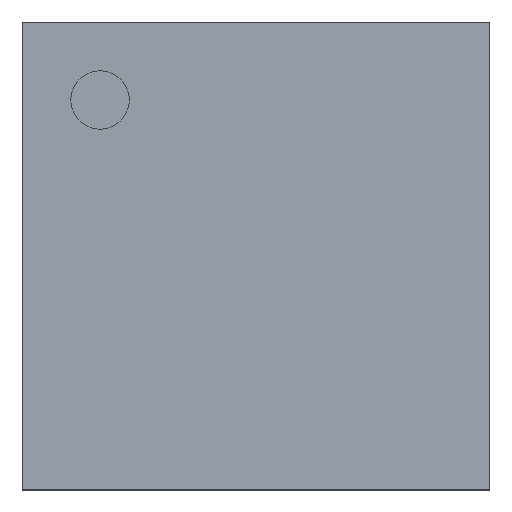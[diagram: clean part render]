
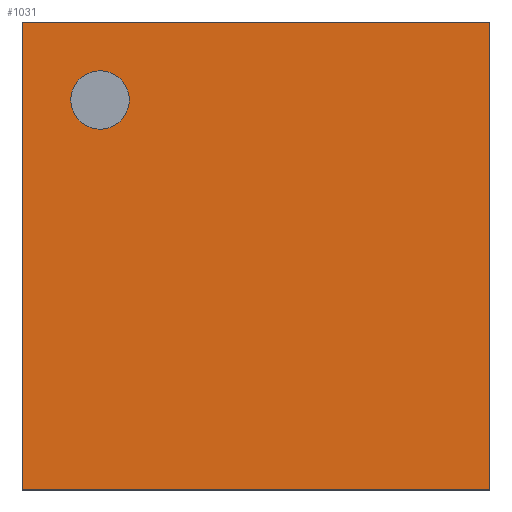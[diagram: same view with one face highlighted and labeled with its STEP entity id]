
A CAD part, top view. The second image highlights one B-rep face of the part: STEP entity #1031.
In plain terms, the highlighted planar face has unit normal (0, 0, 1).
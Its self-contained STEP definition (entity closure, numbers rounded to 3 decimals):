
#842 = VERTEX_POINT('',#843);
#843 = CARTESIAN_POINT('',(0.,0.,0.83));
#850 = PLANE('',#851);
#851 = AXIS2_PLACEMENT_3D('',#852,#853,#854);
#852 = CARTESIAN_POINT('',(0.,0.,0.));
#853 = DIRECTION('',(1.,0.,0.));
#854 = DIRECTION('',(0.,0.,1.));
#862 = PLANE('',#863);
#863 = AXIS2_PLACEMENT_3D('',#864,#865,#866);
#864 = CARTESIAN_POINT('',(0.,0.,0.));
#865 = DIRECTION('',(0.,1.,0.));
#866 = DIRECTION('',(0.,0.,1.));
#903 = VERTEX_POINT('',#904);
#904 = CARTESIAN_POINT('',(0.,7.1,0.83));
#918 = PLANE('',#919);
#919 = AXIS2_PLACEMENT_3D('',#920,#921,#922);
#920 = CARTESIAN_POINT('',(0.,7.1,0.));
#921 = DIRECTION('',(0.,1.,0.));
#922 = DIRECTION('',(0.,0.,1.));
#930 = EDGE_CURVE('',#842,#903,#931,.T.);
#931 = SURFACE_CURVE('',#932,(#936,#943),.PCURVE_S1.);
#932 = LINE('',#933,#934);
#933 = CARTESIAN_POINT('',(0.,0.,0.83));
#934 = VECTOR('',#935,1.);
#935 = DIRECTION('',(0.,1.,0.));
#936 = PCURVE('',#850,#937);
#937 = DEFINITIONAL_REPRESENTATION('',(#938),#942);
#938 = LINE('',#939,#940);
#939 = CARTESIAN_POINT('',(0.83,0.));
#940 = VECTOR('',#941,1.);
#941 = DIRECTION('',(0.,-1.));
#942 = ( GEOMETRIC_REPRESENTATION_CONTEXT(2) 
PARAMETRIC_REPRESENTATION_CONTEXT() REPRESENTATION_CONTEXT('2D SPACE',''
  ) );
#943 = PCURVE('',#944,#949);
#944 = PLANE('',#945);
#945 = AXIS2_PLACEMENT_3D('',#946,#947,#948);
#946 = CARTESIAN_POINT('',(0.,0.,0.83));
#947 = DIRECTION('',(0.,0.,1.));
#948 = DIRECTION('',(1.,0.,0.));
#949 = DEFINITIONAL_REPRESENTATION('',(#950),#954);
#950 = LINE('',#951,#952);
#951 = CARTESIAN_POINT('',(0.,0.));
#952 = VECTOR('',#953,1.);
#953 = DIRECTION('',(0.,1.));
#954 = ( GEOMETRIC_REPRESENTATION_CONTEXT(2) 
PARAMETRIC_REPRESENTATION_CONTEXT() REPRESENTATION_CONTEXT('2D SPACE',''
  ) );
#983 = EDGE_CURVE('',#842,#984,#986,.T.);
#984 = VERTEX_POINT('',#985);
#985 = CARTESIAN_POINT('',(7.1,0.,0.83));
#986 = SURFACE_CURVE('',#987,(#991,#998),.PCURVE_S1.);
#987 = LINE('',#988,#989);
#988 = CARTESIAN_POINT('',(0.,0.,0.83));
#989 = VECTOR('',#990,1.);
#990 = DIRECTION('',(1.,0.,0.));
#991 = PCURVE('',#862,#992);
#992 = DEFINITIONAL_REPRESENTATION('',(#993),#997);
#993 = LINE('',#994,#995);
#994 = CARTESIAN_POINT('',(0.83,0.));
#995 = VECTOR('',#996,1.);
#996 = DIRECTION('',(0.,1.));
#997 = ( GEOMETRIC_REPRESENTATION_CONTEXT(2) 
PARAMETRIC_REPRESENTATION_CONTEXT() REPRESENTATION_CONTEXT('2D SPACE',''
  ) );
#998 = PCURVE('',#944,#999);
#999 = DEFINITIONAL_REPRESENTATION('',(#1000),#1004);
#1000 = LINE('',#1001,#1002);
#1001 = CARTESIAN_POINT('',(0.,0.));
#1002 = VECTOR('',#1003,1.);
#1003 = DIRECTION('',(1.,0.));
#1004 = ( GEOMETRIC_REPRESENTATION_CONTEXT(2) 
PARAMETRIC_REPRESENTATION_CONTEXT() REPRESENTATION_CONTEXT('2D SPACE',''
  ) );
#1020 = PLANE('',#1021);
#1021 = AXIS2_PLACEMENT_3D('',#1022,#1023,#1024);
#1022 = CARTESIAN_POINT('',(7.1,0.,0.));
#1023 = DIRECTION('',(1.,0.,0.));
#1024 = DIRECTION('',(0.,0.,1.));
#1031 = ADVANCED_FACE('',(#1032,#1080),#944,.T.);
#1032 = FACE_BOUND('',#1033,.T.);
#1033 = EDGE_LOOP('',(#1034,#1035,#1036,#1059));
#1034 = ORIENTED_EDGE('',*,*,#930,.F.);
#1035 = ORIENTED_EDGE('',*,*,#983,.T.);
#1036 = ORIENTED_EDGE('',*,*,#1037,.T.);
#1037 = EDGE_CURVE('',#984,#1038,#1040,.T.);
#1038 = VERTEX_POINT('',#1039);
#1039 = CARTESIAN_POINT('',(7.1,7.1,0.83));
#1040 = SURFACE_CURVE('',#1041,(#1045,#1052),.PCURVE_S1.);
#1041 = LINE('',#1042,#1043);
#1042 = CARTESIAN_POINT('',(7.1,0.,0.83));
#1043 = VECTOR('',#1044,1.);
#1044 = DIRECTION('',(0.,1.,0.));
#1045 = PCURVE('',#944,#1046);
#1046 = DEFINITIONAL_REPRESENTATION('',(#1047),#1051);
#1047 = LINE('',#1048,#1049);
#1048 = CARTESIAN_POINT('',(7.1,0.));
#1049 = VECTOR('',#1050,1.);
#1050 = DIRECTION('',(0.,1.));
#1051 = ( GEOMETRIC_REPRESENTATION_CONTEXT(2) 
PARAMETRIC_REPRESENTATION_CONTEXT() REPRESENTATION_CONTEXT('2D SPACE',''
  ) );
#1052 = PCURVE('',#1020,#1053);
#1053 = DEFINITIONAL_REPRESENTATION('',(#1054),#1058);
#1054 = LINE('',#1055,#1056);
#1055 = CARTESIAN_POINT('',(0.83,0.));
#1056 = VECTOR('',#1057,1.);
#1057 = DIRECTION('',(0.,-1.));
#1058 = ( GEOMETRIC_REPRESENTATION_CONTEXT(2) 
PARAMETRIC_REPRESENTATION_CONTEXT() REPRESENTATION_CONTEXT('2D SPACE',''
  ) );
#1059 = ORIENTED_EDGE('',*,*,#1060,.F.);
#1060 = EDGE_CURVE('',#903,#1038,#1061,.T.);
#1061 = SURFACE_CURVE('',#1062,(#1066,#1073),.PCURVE_S1.);
#1062 = LINE('',#1063,#1064);
#1063 = CARTESIAN_POINT('',(0.,7.1,0.83));
#1064 = VECTOR('',#1065,1.);
#1065 = DIRECTION('',(1.,0.,0.));
#1066 = PCURVE('',#944,#1067);
#1067 = DEFINITIONAL_REPRESENTATION('',(#1068),#1072);
#1068 = LINE('',#1069,#1070);
#1069 = CARTESIAN_POINT('',(0.,7.1));
#1070 = VECTOR('',#1071,1.);
#1071 = DIRECTION('',(1.,0.));
#1072 = ( GEOMETRIC_REPRESENTATION_CONTEXT(2) 
PARAMETRIC_REPRESENTATION_CONTEXT() REPRESENTATION_CONTEXT('2D SPACE',''
  ) );
#1073 = PCURVE('',#918,#1074);
#1074 = DEFINITIONAL_REPRESENTATION('',(#1075),#1079);
#1075 = LINE('',#1076,#1077);
#1076 = CARTESIAN_POINT('',(0.83,0.));
#1077 = VECTOR('',#1078,1.);
#1078 = DIRECTION('',(0.,1.));
#1079 = ( GEOMETRIC_REPRESENTATION_CONTEXT(2) 
PARAMETRIC_REPRESENTATION_CONTEXT() REPRESENTATION_CONTEXT('2D SPACE',''
  ) );
#1080 = FACE_BOUND('',#1081,.T.);
#1081 = EDGE_LOOP('',(#1082));
#1082 = ORIENTED_EDGE('',*,*,#1083,.F.);
#1083 = EDGE_CURVE('',#1084,#1084,#1086,.T.);
#1084 = VERTEX_POINT('',#1085);
#1085 = CARTESIAN_POINT('',(1.627,5.917,0.83));
#1086 = SURFACE_CURVE('',#1087,(#1092,#1099),.PCURVE_S1.);
#1087 = CIRCLE('',#1088,0.444);
#1088 = AXIS2_PLACEMENT_3D('',#1089,#1090,#1091);
#1089 = CARTESIAN_POINT('',(1.183,5.917,0.83));
#1090 = DIRECTION('',(0.,0.,1.));
#1091 = DIRECTION('',(1.,0.,0.));
#1092 = PCURVE('',#944,#1093);
#1093 = DEFINITIONAL_REPRESENTATION('',(#1094),#1098);
#1094 = CIRCLE('',#1095,0.444);
#1095 = AXIS2_PLACEMENT_2D('',#1096,#1097);
#1096 = CARTESIAN_POINT('',(1.183,5.917));
#1097 = DIRECTION('',(1.,0.));
#1098 = ( GEOMETRIC_REPRESENTATION_CONTEXT(2) 
PARAMETRIC_REPRESENTATION_CONTEXT() REPRESENTATION_CONTEXT('2D SPACE',''
  ) );
#1099 = PCURVE('',#1100,#1105);
#1100 = CYLINDRICAL_SURFACE('',#1101,0.444);
#1101 = AXIS2_PLACEMENT_3D('',#1102,#1103,#1104);
#1102 = CARTESIAN_POINT('',(1.183,5.917,0.73));
#1103 = DIRECTION('',(0.,0.,1.));
#1104 = DIRECTION('',(1.,0.,0.));
#1105 = DEFINITIONAL_REPRESENTATION('',(#1106),#1110);
#1106 = LINE('',#1107,#1108);
#1107 = CARTESIAN_POINT('',(0.,0.1));
#1108 = VECTOR('',#1109,1.);
#1109 = DIRECTION('',(1.,0.));
#1110 = ( GEOMETRIC_REPRESENTATION_CONTEXT(2) 
PARAMETRIC_REPRESENTATION_CONTEXT() REPRESENTATION_CONTEXT('2D SPACE',''
  ) );
